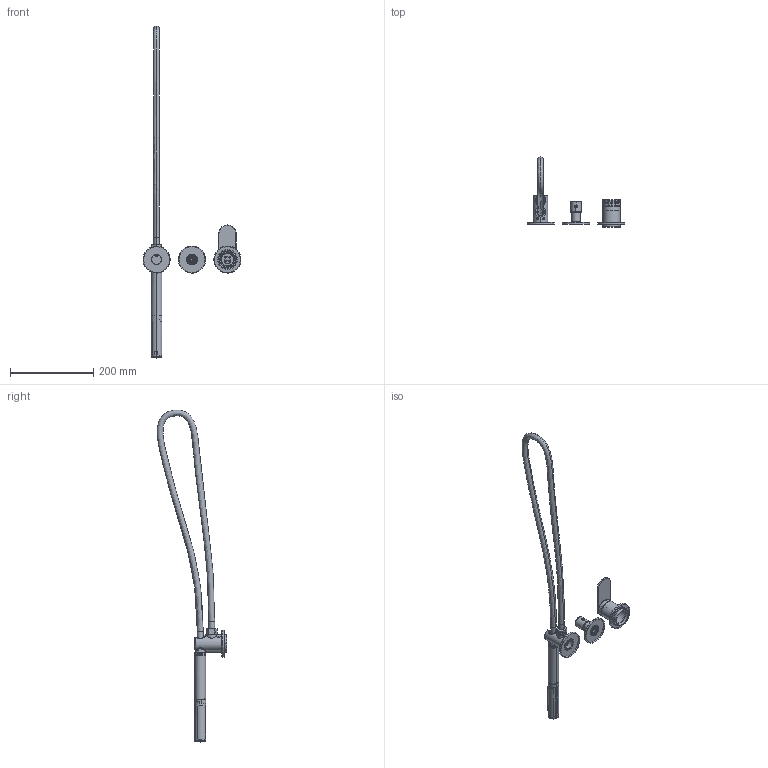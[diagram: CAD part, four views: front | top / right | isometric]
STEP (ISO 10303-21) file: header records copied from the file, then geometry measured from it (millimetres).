
FILE_DESCRIPTION((''),'2;1');
FILE_NAME('1E7013-02CP_ASM_ASM','2023-06-14T',('Administrator'),(''),'PRO/ENGINEER BY PARAMETRIC TECHNOLOGY CORPORATION, 2010280','PRO/ENGINEER BY PARAMETRIC TECHNOLOGY CORPORATION, 2010280','');
FILE_SCHEMA(('CONFIG_CONTROL_DESIGN'));
Length unit declared in the file: millimetre
Products named in the file (27): 2E7007-32CP_13; 2E7016-32CP_2; 2E7007-33CP_26; 2E7013-34-01NT_16; 2E7013-34-02NT_6; 2E7013-34CP_ASM_5_ASM; 2E7013-32CP_13; 2E7013-33CP_4; 2E7007-34CP_5; 2A1017-21CP_30; 2E7012-36CP_18; HOJ0905-001_BODY_16_1_1_1; PKE0030WXX_20_1_1_1; PTE0092WBK_17_1_1_1; HOJ0905-009_ASM_20_ASM_ASM_1_AS_ASM; PPE0074WBK_19_1_1_1; PKE0031WXX_6_1_1_1; HOJ0905_ASM_12_ASM_ASM_1_ASM_1__ASM; 2E7012-35CP_ASM_3_ASM; 2E7009-21CP_10; 3LS1001NT_2; 3ZS1006NT_2; 2E7013-35NT_4; 3OR1038NT_3; 3OR1027NT_4; 1E7013-02CP_ASM_5_ASM; 1E7013-02CP_ASM_ASM
Assembly tree (30 placements, depth 6):
  1E7013-02CP_ASM_ASM
    1E7013-02CP_ASM_5_ASM
      2E7007-32CP_13
      2E7016-32CP_2
      2E7007-33CP_26
      2E7013-34CP_ASM_5_ASM
        2E7013-34-01NT_16
        2E7013-34-02NT_6
      2E7013-32CP_13
      2E7013-33CP_4
      2E7007-34CP_5
      2A1017-21CP_30
      2E7012-36CP_18
      2E7012-35CP_ASM_3_ASM
        HOJ0905_ASM_12_ASM_ASM_1_ASM_1__ASM
          HOJ0905-001_BODY_16_1_1_1
          HOJ0905-009_ASM_20_ASM_ASM_1_AS_ASM
            PKE0030WXX_20_1_1_1
            PTE0092WBK_17_1_1_1
          PPE0074WBK_19_1_1_1
          PKE0031WXX_6_1_1_1
      2E7009-21CP_10
      3LS1001NT_2  x4
      3ZS1006NT_2  x2
      2E7013-35NT_4
      3OR1038NT_3
      3OR1027NT_4
Bounding box: 235 x 167.26 x 796.64 mm (x, y, z)
Volume: 317222.5 mm3; surface area: 204478.4 mm2
Topology: 25 solids, 25 shells, 1981 faces, 5455 edges, 3620 vertices
Faces by surface type: plane 500, cylinder 491, cone 490, bspline 280, torus 203, sphere 17
Entity records: 99411 total; most frequent: CARTESIAN_POINT 53955, ORIENTED_EDGE 10228, DIRECTION 8055, EDGE_CURVE 5114, VERTEX_POINT 3398, AXIS2_PLACEMENT_3D 3142, EDGE_LOOP 2308, B_SPLINE_CURVE_WITH_KNOTS 1894
